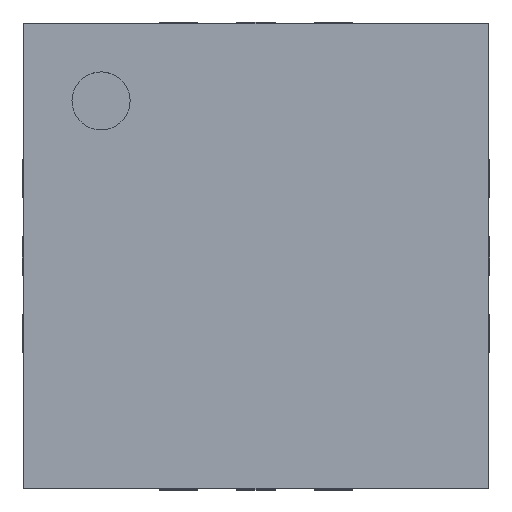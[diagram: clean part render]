
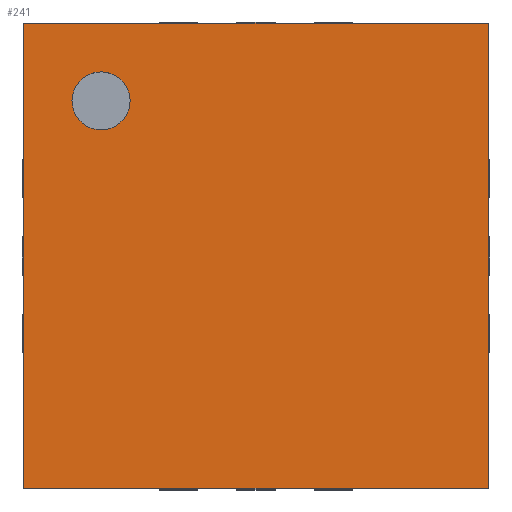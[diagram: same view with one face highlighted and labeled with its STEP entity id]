
A CAD part, top view. The second image highlights one B-rep face of the part: STEP entity #241.
In plain terms, the highlighted planar face has unit normal (0, 0, 1).
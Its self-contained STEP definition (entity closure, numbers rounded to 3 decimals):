
#177 = VERTEX_POINT('',#178);
#178 = CARTESIAN_POINT('',(0.,0.,0.5));
#193 = VERTEX_POINT('',#194);
#194 = CARTESIAN_POINT('',(0.,3.,0.5));
#200 = EDGE_CURVE('',#177,#193,#201,.T.);
#201 = LINE('',#202,#203);
#202 = CARTESIAN_POINT('',(0.,0.,0.5));
#203 = VECTOR('',#204,1.);
#204 = DIRECTION('',(-0.,1.,0.));
#223 = EDGE_CURVE('',#177,#224,#226,.T.);
#224 = VERTEX_POINT('',#225);
#225 = CARTESIAN_POINT('',(3.,0.,0.5));
#226 = LINE('',#227,#228);
#227 = CARTESIAN_POINT('',(0.,0.,0.5));
#228 = VECTOR('',#229,1.);
#229 = DIRECTION('',(1.,0.,-0.));
#241 = ADVANCED_FACE('',(#242,#260),#271,.T.);
#242 = FACE_BOUND('',#243,.T.);
#243 = EDGE_LOOP('',(#244,#245,#246,#254));
#244 = ORIENTED_EDGE('',*,*,#200,.F.);
#245 = ORIENTED_EDGE('',*,*,#223,.T.);
#246 = ORIENTED_EDGE('',*,*,#247,.T.);
#247 = EDGE_CURVE('',#224,#248,#250,.T.);
#248 = VERTEX_POINT('',#249);
#249 = CARTESIAN_POINT('',(3.,3.,0.5));
#250 = LINE('',#251,#252);
#251 = CARTESIAN_POINT('',(3.,0.,0.5));
#252 = VECTOR('',#253,1.);
#253 = DIRECTION('',(-0.,1.,0.));
#254 = ORIENTED_EDGE('',*,*,#255,.F.);
#255 = EDGE_CURVE('',#193,#248,#256,.T.);
#256 = LINE('',#257,#258);
#257 = CARTESIAN_POINT('',(0.,3.,0.5));
#258 = VECTOR('',#259,1.);
#259 = DIRECTION('',(1.,0.,-0.));
#260 = FACE_BOUND('',#261,.T.);
#261 = EDGE_LOOP('',(#262));
#262 = ORIENTED_EDGE('',*,*,#263,.F.);
#263 = EDGE_CURVE('',#264,#264,#266,.T.);
#264 = VERTEX_POINT('',#265);
#265 = CARTESIAN_POINT('',(0.688,2.5,0.5));
#266 = CIRCLE('',#267,0.188);
#267 = AXIS2_PLACEMENT_3D('',#268,#269,#270);
#268 = CARTESIAN_POINT('',(0.5,2.5,0.5));
#269 = DIRECTION('',(0.,0.,1.));
#270 = DIRECTION('',(1.,0.,-0.));
#271 = PLANE('',#272);
#272 = AXIS2_PLACEMENT_3D('',#273,#274,#275);
#273 = CARTESIAN_POINT('',(0.,0.,0.5));
#274 = DIRECTION('',(0.,0.,1.));
#275 = DIRECTION('',(1.,0.,-0.));
